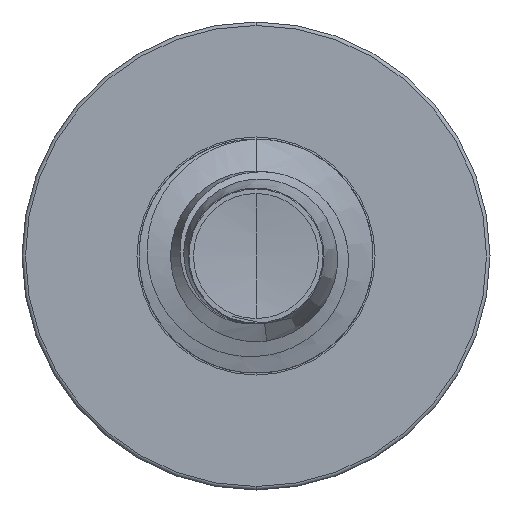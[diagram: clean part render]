
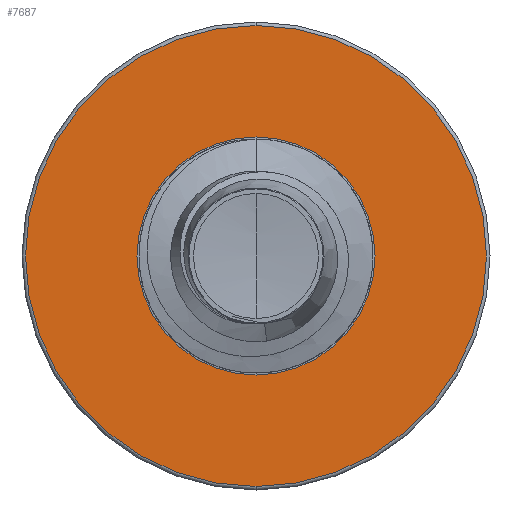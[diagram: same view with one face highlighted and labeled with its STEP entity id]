
A CAD part, front view. The second image highlights one B-rep face of the part: STEP entity #7687.
In plain terms, the highlighted planar face has unit normal (0, -1, 0).
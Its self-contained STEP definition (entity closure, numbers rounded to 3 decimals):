
#565 = AXIS2_PLACEMENT_3D ( 'NONE', #7680, #15139, #8940 ) ;
#1538 = DIRECTION ( 'NONE',  ( 0., 1., 0. ) ) ;
#1614 = CARTESIAN_POINT ( 'NONE',  ( 0., 7., 1.773 ) ) ;
#1670 = DIRECTION ( 'NONE',  ( 0., 1., 0. ) ) ;
#1728 = DIRECTION ( 'NONE',  ( 0., 1., 0. ) ) ;
#2306 = AXIS2_PLACEMENT_3D ( 'NONE', #9358, #1728, #10527 ) ;
#2646 = AXIS2_PLACEMENT_3D ( 'NONE', #14535, #1670, #10477 ) ;
#3230 = EDGE_LOOP ( 'NONE', ( #12417, #11215 ) ) ;
#3677 = CARTESIAN_POINT ( 'NONE',  ( 0., 7., 0. ) ) ;
#4196 = FACE_OUTER_BOUND ( 'NONE', #6204, .T. ) ;
#4922 = DIRECTION ( 'NONE',  ( 0., 0., 1. ) ) ;
#4970 = CARTESIAN_POINT ( 'NONE',  ( 0., 7., -1.773 ) ) ;
#5151 = CARTESIAN_POINT ( 'NONE',  ( 0., 7., -0.916 ) ) ;
#6197 = VERTEX_POINT ( 'NONE', #5151 ) ;
#6204 = EDGE_LOOP ( 'NONE', ( #8661, #14538 ) ) ;
#7629 = VERTEX_POINT ( 'NONE', #1614 ) ;
#7680 = CARTESIAN_POINT ( 'NONE',  ( 0., 7., 0. ) ) ;
#7687 = ADVANCED_FACE ( 'NONE', ( #4196, #10417 ), #7995, .F. ) ;
#7995 = PLANE ( 'NONE',  #2646 ) ;
#8661 = ORIENTED_EDGE ( 'NONE', *, *, #13163, .F. ) ;
#8815 = EDGE_CURVE ( 'NONE', #15020, #7629, #14575, .T. ) ;
#8940 = DIRECTION ( 'NONE',  ( 0., 0., 1. ) ) ;
#9187 = CARTESIAN_POINT ( 'NONE',  ( 0., 7., 0. ) ) ;
#9268 = EDGE_CURVE ( 'NONE', #10286, #6197, #13901, .T. ) ;
#9351 = AXIS2_PLACEMENT_3D ( 'NONE', #9187, #1538, #10359 ) ;
#9358 = CARTESIAN_POINT ( 'NONE',  ( 0., 7., 0. ) ) ;
#9897 = EDGE_CURVE ( 'NONE', #6197, #10286, #10955, .T. ) ;
#10209 = AXIS2_PLACEMENT_3D ( 'NONE', #3677, #12177, #4922 ) ;
#10286 = VERTEX_POINT ( 'NONE', #11740 ) ;
#10359 = DIRECTION ( 'NONE',  ( 0., 0., 1. ) ) ;
#10417 = FACE_BOUND ( 'NONE', #3230, .T. ) ;
#10477 = DIRECTION ( 'NONE',  ( 0., 0., 1. ) ) ;
#10527 = DIRECTION ( 'NONE',  ( 0., 0., 1. ) ) ;
#10955 = CIRCLE ( 'NONE', #2306, 0.916 ) ;
#11215 = ORIENTED_EDGE ( 'NONE', *, *, #9897, .T. ) ;
#11740 = CARTESIAN_POINT ( 'NONE',  ( 0., 7., 0.916 ) ) ;
#12177 = DIRECTION ( 'NONE',  ( 0., 1., 0. ) ) ;
#12297 = CIRCLE ( 'NONE', #9351, 1.773 ) ;
#12417 = ORIENTED_EDGE ( 'NONE', *, *, #9268, .T. ) ;
#13163 = EDGE_CURVE ( 'NONE', #7629, #15020, #12297, .T. ) ;
#13901 = CIRCLE ( 'NONE', #565, 0.916 ) ;
#14535 = CARTESIAN_POINT ( 'NONE',  ( 0., 7., -0.916 ) ) ;
#14538 = ORIENTED_EDGE ( 'NONE', *, *, #8815, .F. ) ;
#14575 = CIRCLE ( 'NONE', #10209, 1.773 ) ;
#15020 = VERTEX_POINT ( 'NONE', #4970 ) ;
#15139 = DIRECTION ( 'NONE',  ( 0., 1., 0. ) ) ;
